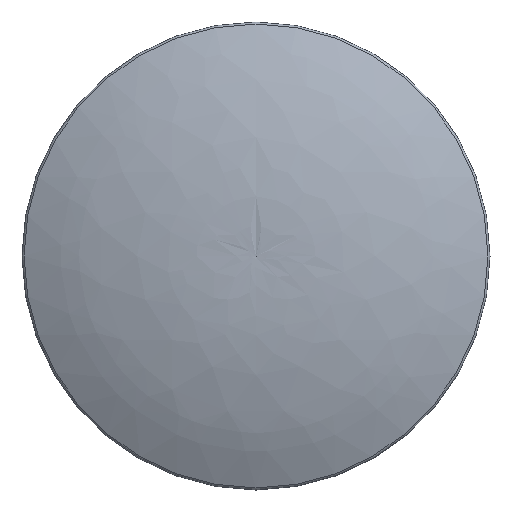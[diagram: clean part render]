
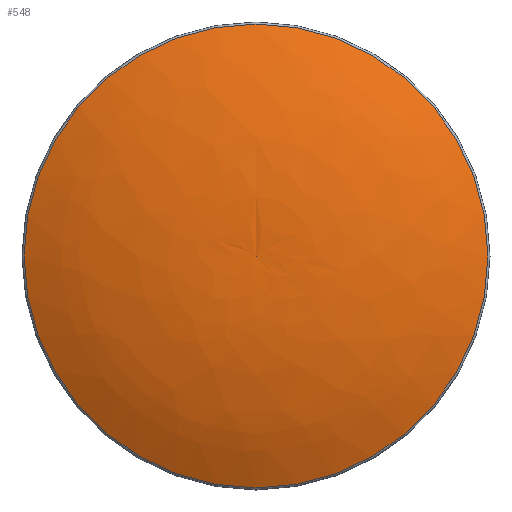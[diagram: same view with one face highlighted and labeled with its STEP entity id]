
A CAD part, left-side view. The second image highlights one B-rep face of the part: STEP entity #548.
In plain terms, the highlighted free-form (B-spline) face has degree [2, 2] with [3, 9] control points.
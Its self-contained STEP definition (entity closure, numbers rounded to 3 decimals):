
#15=(
BOUNDED_SURFACE()
B_SPLINE_SURFACE(2,2,((#947,#948,#949,#950,#951,#952,#953,#954,#955),(#956,
#957,#958,#959,#960,#961,#962,#963,#964),(#965,#966,#967,#968,#969,#970,
#971,#972,#973)),.UNSPECIFIED.,.F.,.T.,.F.)
B_SPLINE_SURFACE_WITH_KNOTS((3,3),(3,2,2,2,3),(-1.631,-1.121),
(-3.142,-1.571,0.,1.571,3.142),
 .UNSPECIFIED.)
GEOMETRIC_REPRESENTATION_ITEM()
RATIONAL_B_SPLINE_SURFACE(((1.,0.707,1.,0.707,1.,
0.707,1.,0.707,1.),(0.968,0.684,
0.968,0.684,0.968,0.684,
0.968,0.684,0.968),(1.,0.707,
1.,0.707,1.,0.707,1.,0.707,1.)))
REPRESENTATION_ITEM('')
SURFACE()
);
#103=FACE_OUTER_BOUND('',#140,.T.);
#140=EDGE_LOOP('',(#403,#404,#405));
#193=CIRCLE('',#619,12.387);
#194=CIRCLE('',#620,25.);
#244=VERTEX_POINT('',#944);
#245=VERTEX_POINT('',#974);
#308=EDGE_CURVE('',#244,#244,#193,.T.);
#309=EDGE_CURVE('',#244,#245,#194,.T.);
#403=ORIENTED_EDGE('',*,*,#308,.F.);
#404=ORIENTED_EDGE('',*,*,#309,.T.);
#405=ORIENTED_EDGE('',*,*,#309,.F.);
#548=ADVANCED_FACE('',(#103),#15,.F.);
#619=AXIS2_PLACEMENT_3D('',#946,#713,#714);
#620=AXIS2_PLACEMENT_3D('',#975,#715,#716);
#713=DIRECTION('center_axis',(1.,0.,0.));
#714=DIRECTION('ref_axis',(0.,-1.,0.));
#715=DIRECTION('center_axis',(0.,-1.,0.));
#716=DIRECTION('ref_axis',(0.,0.,1.));
#944=CARTESIAN_POINT('',(-0.555,0.,12.387));
#946=CARTESIAN_POINT('Origin',(-0.555,0.,0.));
#947=CARTESIAN_POINT('Ctrl Pts',(-3.,0.,0.));
#948=CARTESIAN_POINT('Ctrl Pts',(-3.,0.,
0.));
#949=CARTESIAN_POINT('Ctrl Pts',(-3.,0.,
0.));
#950=CARTESIAN_POINT('Ctrl Pts',(-3.,0.,
0.));
#951=CARTESIAN_POINT('Ctrl Pts',(-3.,0.,0.));
#952=CARTESIAN_POINT('Ctrl Pts',(-3.,0.,
0.));
#953=CARTESIAN_POINT('Ctrl Pts',(-3.,0.,
0.));
#954=CARTESIAN_POINT('Ctrl Pts',(-3.,0.,
0.));
#955=CARTESIAN_POINT('Ctrl Pts',(-3.,0.,0.));
#956=CARTESIAN_POINT('Ctrl Pts',(-3.394,0.,6.513));
#957=CARTESIAN_POINT('Ctrl Pts',(-3.394,-6.513,6.513));
#958=CARTESIAN_POINT('Ctrl Pts',(-3.394,-6.513,0.));
#959=CARTESIAN_POINT('Ctrl Pts',(-3.394,-6.513,-6.513));
#960=CARTESIAN_POINT('Ctrl Pts',(-3.394,0.,-6.513));
#961=CARTESIAN_POINT('Ctrl Pts',(-3.394,6.513,-6.513));
#962=CARTESIAN_POINT('Ctrl Pts',(-3.394,6.513,0.));
#963=CARTESIAN_POINT('Ctrl Pts',(-3.394,6.513,6.513));
#964=CARTESIAN_POINT('Ctrl Pts',(-3.394,0.,6.513));
#965=CARTESIAN_POINT('Ctrl Pts',(-0.555,0.,12.387));
#966=CARTESIAN_POINT('Ctrl Pts',(-0.555,-12.387,12.387));
#967=CARTESIAN_POINT('Ctrl Pts',(-0.555,-12.387,0.));
#968=CARTESIAN_POINT('Ctrl Pts',(-0.555,-12.387,-12.387));
#969=CARTESIAN_POINT('Ctrl Pts',(-0.555,0.,-12.387));
#970=CARTESIAN_POINT('Ctrl Pts',(-0.555,12.387,-12.387));
#971=CARTESIAN_POINT('Ctrl Pts',(-0.555,12.387,0.));
#972=CARTESIAN_POINT('Ctrl Pts',(-0.555,12.387,12.387));
#973=CARTESIAN_POINT('Ctrl Pts',(-0.555,0.,12.387));
#974=CARTESIAN_POINT('',(-3.,0.,0.));
#975=CARTESIAN_POINT('Origin',(21.954,0.,1.509));
